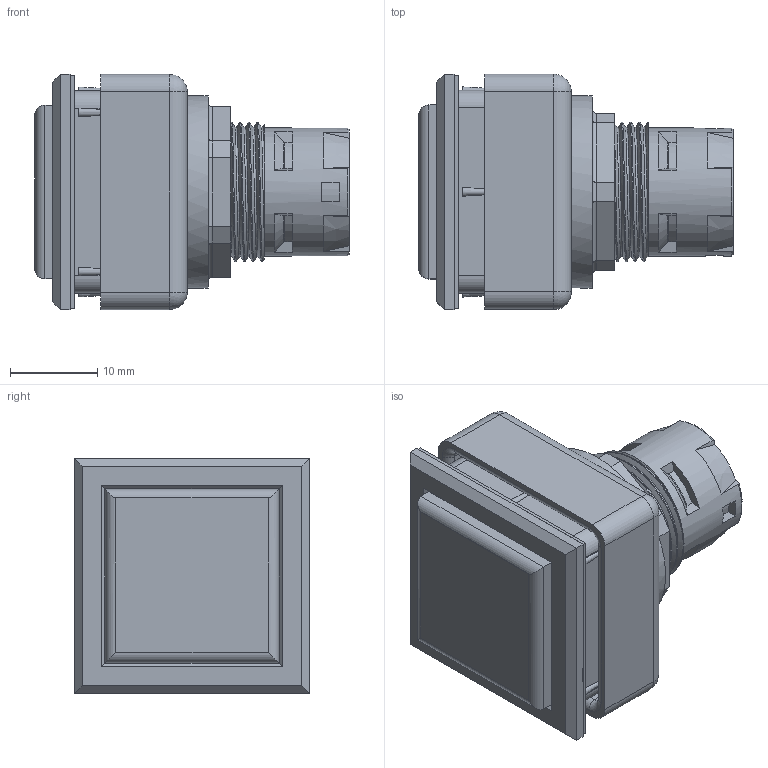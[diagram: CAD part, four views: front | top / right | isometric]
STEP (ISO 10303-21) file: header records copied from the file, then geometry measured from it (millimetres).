
FILE_DESCRIPTION(/* description */ (''),/* implementation_level */ '2;1');
FILE_NAME(/* name */ 'QXJDM_ipt.stp',/* time_stamp */ '2017-04-21T08:21:56+02:00',/* author */ ('ahoffmann'),/* organization */ (''),/* preprocessor_version */ 'ST-DEVELOPER v16.1',/* originating_system */ 'Autodesk Inventor 2016',/* authorisation */ '');
FILE_SCHEMA (('AUTOMOTIVE_DESIGN { 1 0 10303 214 3 1 1 }'));
Length unit declared in the file: centimetre
Products named in the file (1): QXJDM
Bounding box: 36 x 26.9 x 26.9 mm (x, y, z)
Volume: 14424.4 mm3; surface area: 6740.1 mm2
Topology: 1 solids, 1 shells, 260 faces, 663 edges, 404 vertices
Faces by surface type: plane 124, cylinder 78, sphere 20, cone 18, torus 11, bspline 9
Full cylindrical faces by diameter (mm): 14.65 x1, 16.5 x1, 19.5 x1, 22 x1
Entity records: 10420 total; most frequent: CARTESIAN_POINT 4538, ORIENTED_EDGE 1232, DIRECTION 1191, EDGE_CURVE 616, AXIS2_PLACEMENT_3D 428, VERTEX_POINT 380, LINE 335, VECTOR 335
